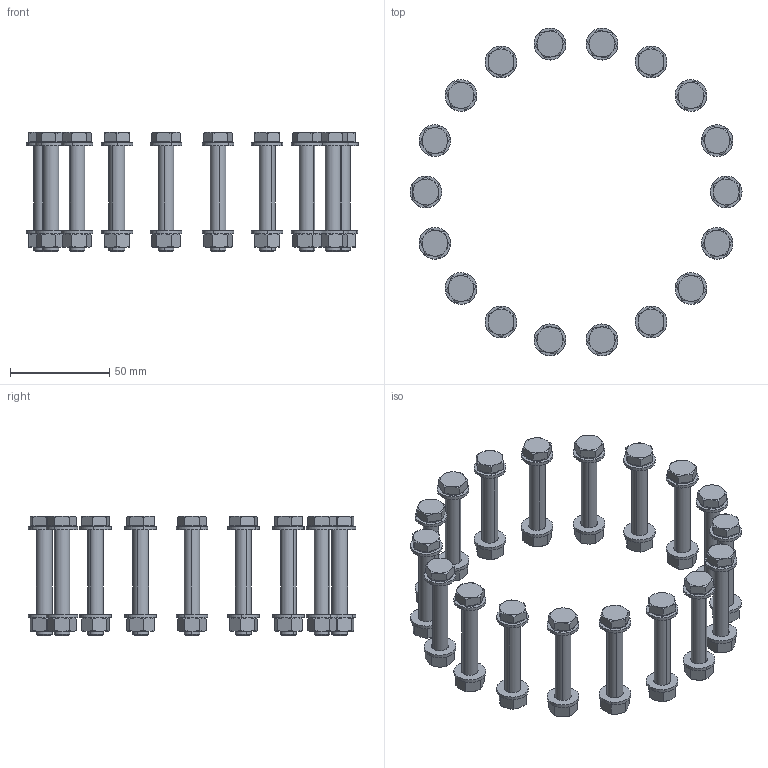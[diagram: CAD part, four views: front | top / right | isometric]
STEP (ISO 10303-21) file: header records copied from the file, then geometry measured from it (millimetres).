
FILE_DESCRIPTION (( 'STEP AP214' ), '1' );
FILE_NAME ('420BSC130-55.step', '2017-07-07T09:44:47', ( 'install' ), ( '' ), 'SwSTEP 2.0', 'SolidWorks 2015', '' );
FILE_SCHEMA (( 'AUTOMOTIVE_DESIGN' ));
Length unit declared in the file: millimetre
Products named in the file (1): 420BSC130-55
Bounding box: 167.59 x 165.28 x 60.3 mm (x, y, z)
Volume: 85112.8 mm3; surface area: 60539.8 mm2
Topology: 72 solids, 72 shells, 1242 faces, 2592 edges, 1512 vertices
Faces by surface type: plane 486, cone 432, cylinder 288, torus 36
Entity records: 49475 total; most frequent: CARTESIAN_POINT 9019, DIRECTION 5546, ORIENTED_EDGE 5184, EDGE_CURVE 2592, AXIS2_PLACEMENT_3D 2359, VERTEX_POINT 1512, EDGE_LOOP 1368, UNCERTAINTY_MEASURE_WITH_UNIT 1316
